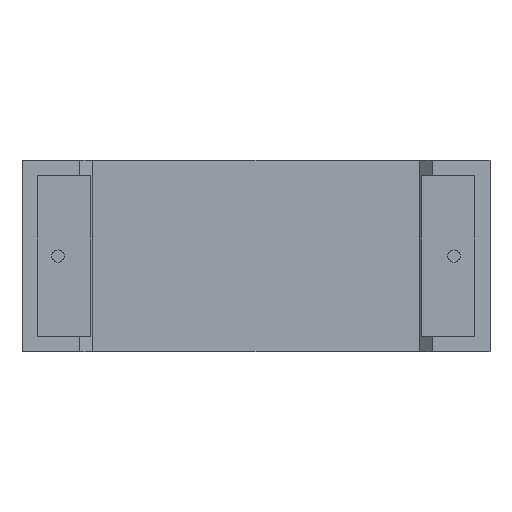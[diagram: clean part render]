
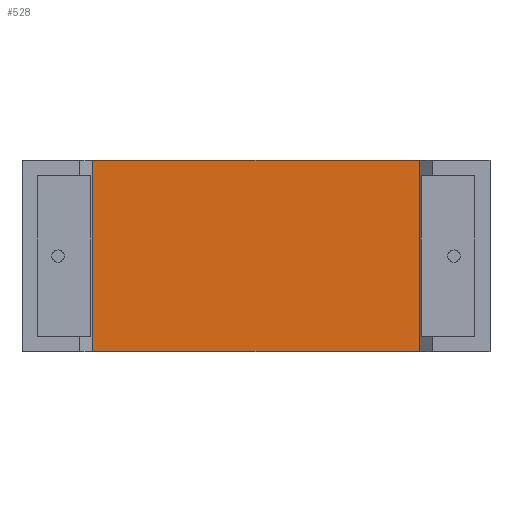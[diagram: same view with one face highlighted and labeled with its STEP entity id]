
A CAD part, front view. The second image highlights one B-rep face of the part: STEP entity #528.
In plain terms, the highlighted planar face has unit normal (0, -1, 0).
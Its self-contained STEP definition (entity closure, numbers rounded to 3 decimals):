
#352 = VECTOR ( 'NONE', #1878, 1000. ) ;
#437 = LINE ( 'NONE', #1386, #1095 ) ;
#439 = CARTESIAN_POINT ( 'NONE',  ( 27.597, 0.872, 0. ) ) ;
#483 = LINE ( 'NONE', #439, #352 ) ;
#528 = ADVANCED_FACE ( 'NONE', ( #990 ), #575, .F. ) ;
#575 = PLANE ( 'NONE',  #1137 ) ;
#744 = CARTESIAN_POINT ( 'NONE',  ( 4.903, 0.872, 0. ) ) ;
#782 = VERTEX_POINT ( 'NONE', #744 ) ;
#797 = LINE ( 'NONE', #2642, #2089 ) ;
#805 = VERTEX_POINT ( 'NONE', #1040 ) ;
#884 = LINE ( 'NONE', #1363, #2614 ) ;
#929 = VERTEX_POINT ( 'NONE', #2061 ) ;
#990 = FACE_OUTER_BOUND ( 'NONE', #2691, .T. ) ;
#1040 = CARTESIAN_POINT ( 'NONE',  ( 27.597, 0.872, 13.3 ) ) ;
#1095 = VECTOR ( 'NONE', #1216, 1000. ) ;
#1137 = AXIS2_PLACEMENT_3D ( 'NONE', #1927, #1731, #1493 ) ;
#1216 = DIRECTION ( 'NONE',  ( 0., 0., 1. ) ) ;
#1301 = VERTEX_POINT ( 'NONE', #1468 ) ;
#1316 = ORIENTED_EDGE ( 'NONE', *, *, #1779, .F. ) ;
#1363 = CARTESIAN_POINT ( 'NONE',  ( 16.25, 0.872, 0. ) ) ;
#1386 = CARTESIAN_POINT ( 'NONE',  ( 4.903, 0.872, 0. ) ) ;
#1468 = CARTESIAN_POINT ( 'NONE',  ( 4.903, 0.872, 13.3 ) ) ;
#1493 = DIRECTION ( 'NONE',  ( -1., 0., 0. ) ) ;
#1548 = EDGE_CURVE ( 'NONE', #782, #1301, #437, .T. ) ;
#1606 = ORIENTED_EDGE ( 'NONE', *, *, #1548, .F. ) ;
#1731 = DIRECTION ( 'NONE',  ( 0., 1., 0. ) ) ;
#1742 = DIRECTION ( 'NONE',  ( -1., 0., 0. ) ) ;
#1779 = EDGE_CURVE ( 'NONE', #929, #782, #884, .T. ) ;
#1829 = DIRECTION ( 'NONE',  ( -1., 0., 0. ) ) ;
#1878 = DIRECTION ( 'NONE',  ( 0., 0., 1. ) ) ;
#1927 = CARTESIAN_POINT ( 'NONE',  ( 16.25, 0.872, 0. ) ) ;
#2061 = CARTESIAN_POINT ( 'NONE',  ( 27.597, 0.872, 0. ) ) ;
#2089 = VECTOR ( 'NONE', #1742, 1000. ) ;
#2504 = EDGE_CURVE ( 'NONE', #929, #805, #483, .T. ) ;
#2614 = VECTOR ( 'NONE', #1829, 1000. ) ;
#2635 = ORIENTED_EDGE ( 'NONE', *, *, #2504, .T. ) ;
#2642 = CARTESIAN_POINT ( 'NONE',  ( 16.25, 0.872, 13.3 ) ) ;
#2691 = EDGE_LOOP ( 'NONE', ( #3003, #1606, #1316, #2635 ) ) ;
#3003 = ORIENTED_EDGE ( 'NONE', *, *, #3028, .T. ) ;
#3028 = EDGE_CURVE ( 'NONE', #805, #1301, #797, .T. ) ;
